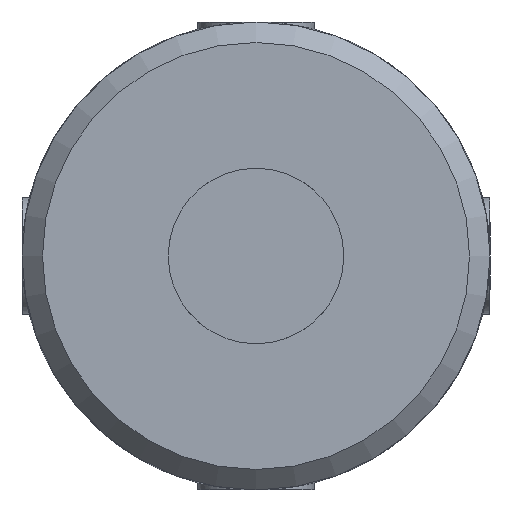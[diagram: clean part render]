
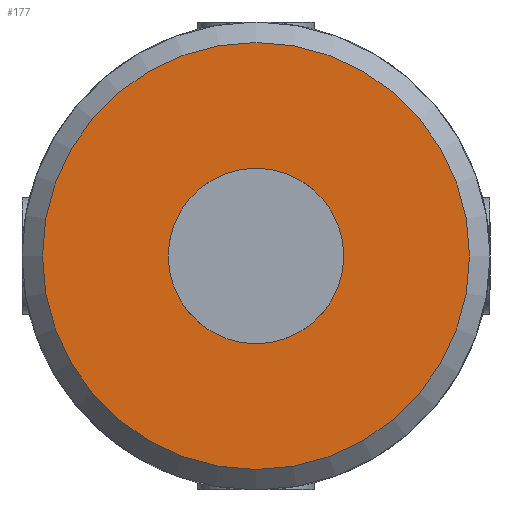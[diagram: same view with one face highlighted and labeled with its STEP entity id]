
A CAD part, left-side view. The second image highlights one B-rep face of the part: STEP entity #177.
In plain terms, the highlighted planar face has unit normal (-1, 0, 0).
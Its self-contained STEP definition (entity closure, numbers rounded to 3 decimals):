
#177 = ADVANCED_FACE( '', ( #367, #368 ), #369, .T. );
#367 = FACE_BOUND( '', #611, .T. );
#368 = FACE_OUTER_BOUND( '', #612, .T. );
#369 = PLANE( '', #613 );
#611 = EDGE_LOOP( '', ( #850 ) );
#612 = EDGE_LOOP( '', ( #851 ) );
#613 = AXIS2_PLACEMENT_3D( '', #852, #853, #854 );
#850 = ORIENTED_EDGE( '', *, *, #1401, .T. );
#851 = ORIENTED_EDGE( '', *, *, #1402, .F. );
#852 = CARTESIAN_POINT( '', ( 0., 7.3, 0. ) );
#853 = DIRECTION( '', ( -1., 0., 0. ) );
#854 = DIRECTION( '', ( 0., 0., 1. ) );
#1401 = EDGE_CURVE( '', #1615, #1615, #1616, .T. );
#1402 = EDGE_CURVE( '', #1617, #1617, #1618, .T. );
#1615 = VERTEX_POINT( '', #1919 );
#1616 = CIRCLE( '', #1920, 3. );
#1617 = VERTEX_POINT( '', #1921 );
#1618 = CIRCLE( '', #1922, 7.3 );
#1919 = CARTESIAN_POINT( '', ( 0., 0., -3. ) );
#1920 = AXIS2_PLACEMENT_3D( '', #3001, #3002, #3003 );
#1921 = CARTESIAN_POINT( '', ( 0., 0., -7.3 ) );
#1922 = AXIS2_PLACEMENT_3D( '', #3004, #3005, #3006 );
#3001 = CARTESIAN_POINT( '', ( 0., 0., 0. ) );
#3002 = DIRECTION( '', ( 1., 0., 0. ) );
#3003 = DIRECTION( '', ( 0., 0., -1. ) );
#3004 = CARTESIAN_POINT( '', ( 0., 0., 0. ) );
#3005 = DIRECTION( '', ( 1., 0., 0. ) );
#3006 = DIRECTION( '', ( 0., 0., -1. ) );
